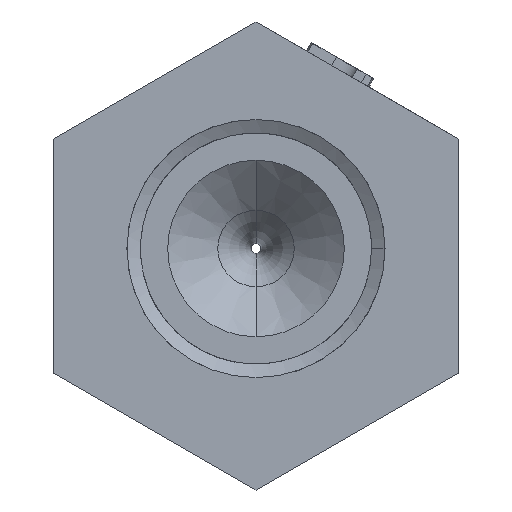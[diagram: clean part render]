
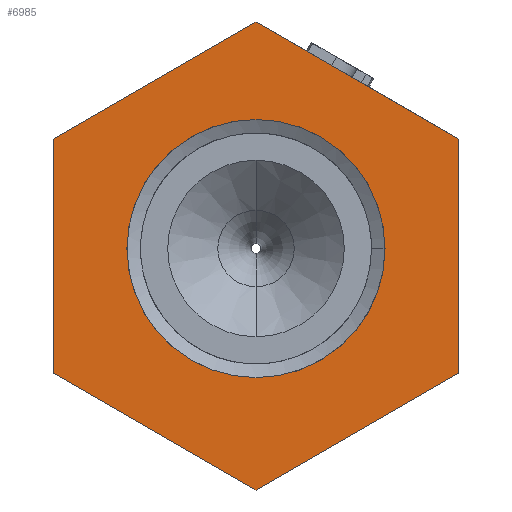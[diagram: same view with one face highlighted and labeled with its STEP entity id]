
A CAD part, front view. The second image highlights one B-rep face of the part: STEP entity #6985.
In plain terms, the highlighted planar face has unit normal (0, -1, 0).
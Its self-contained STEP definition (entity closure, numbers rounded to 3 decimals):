
#84 = CARTESIAN_POINT ( 'NONE',  ( -10.33, 0., -6.345 ) ) ;
#203 = VERTEX_POINT ( 'NONE', #7812 ) ;
#285 = AXIS2_PLACEMENT_3D ( 'NONE', #5331, #616, #4756 ) ;
#405 = CARTESIAN_POINT ( 'NONE',  ( 10.33, 0., 5.583 ) ) ;
#431 = AXIS2_PLACEMENT_3D ( 'NONE', #5180, #4648, #7861 ) ;
#538 = EDGE_CURVE ( 'NONE', #797, #5023, #1251, .T. ) ;
#604 = VERTEX_POINT ( 'NONE', #8018 ) ;
#616 = DIRECTION ( 'NONE',  ( 0., -1., 0. ) ) ;
#797 = VERTEX_POINT ( 'NONE', #84 ) ;
#836 = VERTEX_POINT ( 'NONE', #1676 ) ;
#859 = EDGE_CURVE ( 'NONE', #4352, #836, #7083, .T. ) ;
#939 = DIRECTION ( 'NONE',  ( 0., 0., 1. ) ) ;
#947 = ORIENTED_EDGE ( 'NONE', *, *, #6445, .F. ) ;
#1251 = LINE ( 'NONE', #8542, #1691 ) ;
#1252 = DIRECTION ( 'NONE',  ( 0.866, 0., 0.5 ) ) ;
#1547 = ORIENTED_EDGE ( 'NONE', *, *, #2854, .T. ) ;
#1676 = CARTESIAN_POINT ( 'NONE',  ( 0., 0., 11.547 ) ) ;
#1691 = VECTOR ( 'NONE', #2531, 1000. ) ;
#1934 = DIRECTION ( 'NONE',  ( 0., 0., -1. ) ) ;
#1939 = ORIENTED_EDGE ( 'NONE', *, *, #6827, .T. ) ;
#1977 = LINE ( 'NONE', #5272, #4219 ) ;
#1986 = ORIENTED_EDGE ( 'NONE', *, *, #2481, .T. ) ;
#2182 = DIRECTION ( 'NONE',  ( 0., -1., 0. ) ) ;
#2378 = DIRECTION ( 'NONE',  ( -0.866, 0., 0.5 ) ) ;
#2415 = AXIS2_PLACEMENT_3D ( 'NONE', #7706, #2182, #4857 ) ;
#2433 = LINE ( 'NONE', #8532, #5621 ) ;
#2481 = EDGE_CURVE ( 'NONE', #203, #4352, #2433, .T. ) ;
#2503 = VERTEX_POINT ( 'NONE', #2975 ) ;
#2531 = DIRECTION ( 'NONE',  ( 0.866, 0., -0.5 ) ) ;
#2551 = ORIENTED_EDGE ( 'NONE', *, *, #8690, .T. ) ;
#2844 = CARTESIAN_POINT ( 'NONE',  ( 0., 0., 11.547 ) ) ;
#2854 = EDGE_CURVE ( 'NONE', #604, #797, #1977, .T. ) ;
#2914 = CARTESIAN_POINT ( 'NONE',  ( 0., 0., -6.579 ) ) ;
#2958 = ORIENTED_EDGE ( 'NONE', *, *, #538, .T. ) ;
#2975 = CARTESIAN_POINT ( 'NONE',  ( 0., 0., 6.579 ) ) ;
#3238 = DIRECTION ( 'NONE',  ( 0., -1., 0. ) ) ;
#3261 = VECTOR ( 'NONE', #1252, 1000. ) ;
#3526 = VERTEX_POINT ( 'NONE', #7713 ) ;
#3580 = PLANE ( 'NONE',  #2415 ) ;
#3653 = CARTESIAN_POINT ( 'NONE',  ( 10.33, 0., 5.583 ) ) ;
#4086 = CIRCLE ( 'NONE', #431, 6.579 ) ;
#4106 = ORIENTED_EDGE ( 'NONE', *, *, #859, .T. ) ;
#4139 = EDGE_CURVE ( 'NONE', #3526, #2503, #4086, .T. ) ;
#4219 = VECTOR ( 'NONE', #1934, 1000. ) ;
#4352 = VERTEX_POINT ( 'NONE', #405 ) ;
#4474 = EDGE_CURVE ( 'NONE', #8120, #3526, #6054, .T. ) ;
#4648 = DIRECTION ( 'NONE',  ( 0., -1., 0. ) ) ;
#4756 = DIRECTION ( 'NONE',  ( 0., 0., -1. ) ) ;
#4857 = DIRECTION ( 'NONE',  ( 0., 0., -1. ) ) ;
#4983 = FACE_OUTER_BOUND ( 'NONE', #5745, .T. ) ;
#5023 = VERTEX_POINT ( 'NONE', #6135 ) ;
#5180 = CARTESIAN_POINT ( 'NONE',  ( 0., 0., 0. ) ) ;
#5203 = EDGE_LOOP ( 'NONE', ( #7037, #6067, #947 ) ) ;
#5272 = CARTESIAN_POINT ( 'NONE',  ( -10.33, 0., -5.191 ) ) ;
#5331 = CARTESIAN_POINT ( 'NONE',  ( 0., 0., 0. ) ) ;
#5444 = VECTOR ( 'NONE', #6051, 1000. ) ;
#5621 = VECTOR ( 'NONE', #939, 1000. ) ;
#5745 = EDGE_LOOP ( 'NONE', ( #2958, #1939, #1986, #4106, #2551, #1547 ) ) ;
#6051 = DIRECTION ( 'NONE',  ( -0.866, 0., -0.5 ) ) ;
#6054 = CIRCLE ( 'NONE', #285, 6.579 ) ;
#6067 = ORIENTED_EDGE ( 'NONE', *, *, #4474, .F. ) ;
#6135 = CARTESIAN_POINT ( 'NONE',  ( 0., 0., -12.309 ) ) ;
#6317 = VECTOR ( 'NONE', #2378, 1000. ) ;
#6445 = EDGE_CURVE ( 'NONE', #2503, #8120, #6761, .T. ) ;
#6761 = CIRCLE ( 'NONE', #7880, 6.579 ) ;
#6796 = LINE ( 'NONE', #2844, #5444 ) ;
#6827 = EDGE_CURVE ( 'NONE', #5023, #203, #7933, .T. ) ;
#6985 = ADVANCED_FACE ( 'NONE', ( #8192, #4983 ), #3580, .T. ) ;
#7037 = ORIENTED_EDGE ( 'NONE', *, *, #4139, .F. ) ;
#7083 = LINE ( 'NONE', #3653, #6317 ) ;
#7281 = CARTESIAN_POINT ( 'NONE',  ( 1., 0., -11.732 ) ) ;
#7395 = CARTESIAN_POINT ( 'NONE',  ( 0., 0., 0. ) ) ;
#7706 = CARTESIAN_POINT ( 'NONE',  ( 0., 0., 0. ) ) ;
#7713 = CARTESIAN_POINT ( 'NONE',  ( 6.579, 0., 0. ) ) ;
#7812 = CARTESIAN_POINT ( 'NONE',  ( 10.33, 0., -6.345 ) ) ;
#7861 = DIRECTION ( 'NONE',  ( 0., 0., -1. ) ) ;
#7880 = AXIS2_PLACEMENT_3D ( 'NONE', #7395, #3238, #8706 ) ;
#7933 = LINE ( 'NONE', #7281, #3261 ) ;
#8018 = CARTESIAN_POINT ( 'NONE',  ( -10.33, 0., 5.583 ) ) ;
#8120 = VERTEX_POINT ( 'NONE', #2914 ) ;
#8192 = FACE_BOUND ( 'NONE', #5203, .T. ) ;
#8532 = CARTESIAN_POINT ( 'NONE',  ( 10.33, 0., -6.345 ) ) ;
#8542 = CARTESIAN_POINT ( 'NONE',  ( -9.33, 0., -6.923 ) ) ;
#8690 = EDGE_CURVE ( 'NONE', #836, #604, #6796, .T. ) ;
#8706 = DIRECTION ( 'NONE',  ( 0., 0., -1. ) ) ;
